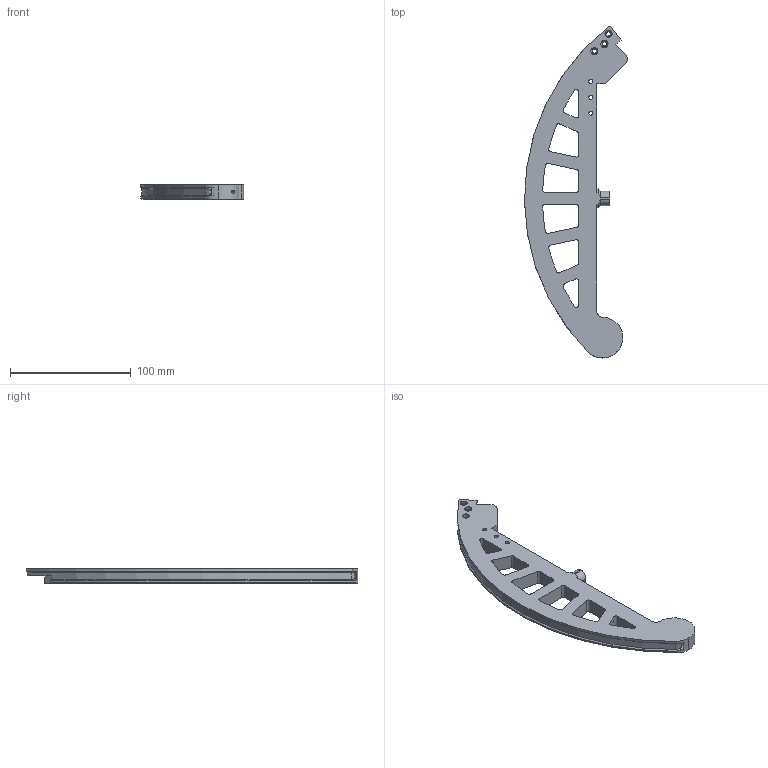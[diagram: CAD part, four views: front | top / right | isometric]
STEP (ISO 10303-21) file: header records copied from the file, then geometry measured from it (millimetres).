
FILE_DESCRIPTION (( 'STEP AP203' ), '1' );
FILE_NAME ('11a_splitring_part1_v4.step', '2020-05-23T22:34:33', ( '' ), ( '' ), 'SwSTEP 2.0', 'SolidWorks 2019', '' );
FILE_SCHEMA (( 'CONFIG_CONTROL_DESIGN' ));
Length unit declared in the file: millimetre
Products named in the file (1): 11a_splitring_part1_v4
Bounding box: 85.37 x 275.1 x 12 mm (x, y, z)
Volume: 110465.5 mm3; surface area: 36230.6 mm2
Topology: 1 solids, 1 shells, 178 faces, 474 edges, 310 vertices
Faces by surface type: cylinder 87, plane 65, cone 22, bspline 4
Entity records: 5980 total; most frequent: CARTESIAN_POINT 1328, DIRECTION 972, ORIENTED_EDGE 948, EDGE_CURVE 474, AXIS2_PLACEMENT_3D 370, VERTEX_POINT 310, VECTOR 232, LINE 232
